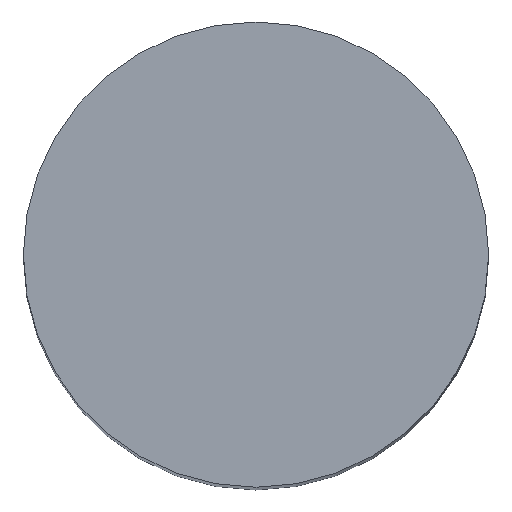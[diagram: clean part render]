
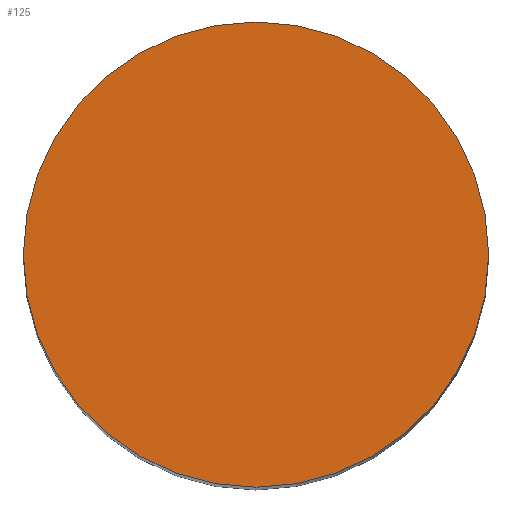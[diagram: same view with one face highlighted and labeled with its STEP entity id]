
A CAD part, top view. The second image highlights one B-rep face of the part: STEP entity #125.
In plain terms, the highlighted planar face has unit normal (0, 0, 1).
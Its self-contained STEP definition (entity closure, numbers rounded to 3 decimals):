
#5 = CARTESIAN_POINT ( 'NONE',  ( 0., 0., 100. ) ) ;
#13 = CARTESIAN_POINT ( 'NONE',  ( 0., 0., 100. ) ) ;
#25 = CIRCLE ( 'NONE', #64, 14.824 ) ;
#27 = CARTESIAN_POINT ( 'NONE',  ( 0., 0., 100. ) ) ;
#44 = CARTESIAN_POINT ( 'NONE',  ( 14.824, 0., 100. ) ) ;
#60 = AXIS2_PLACEMENT_3D ( 'NONE', #5, #93, #151 ) ;
#61 = DIRECTION ( 'NONE',  ( 1., 0., 0. ) ) ;
#63 = ORIENTED_EDGE ( 'NONE', *, *, #102, .T. ) ;
#64 = AXIS2_PLACEMENT_3D ( 'NONE', #27, #123, #61 ) ;
#69 = DIRECTION ( 'NONE',  ( 1., 0., 0. ) ) ;
#70 = EDGE_CURVE ( 'NONE', #74, #153, #25, .T. ) ;
#72 = EDGE_LOOP ( 'NONE', ( #63, #118 ) ) ;
#74 = VERTEX_POINT ( 'NONE', #44 ) ;
#75 = PLANE ( 'NONE',  #60 ) ;
#93 = DIRECTION ( 'NONE',  ( 0., 0., 1. ) ) ;
#102 = EDGE_CURVE ( 'NONE', #153, #74, #104, .T. ) ;
#104 = CIRCLE ( 'NONE', #136, 14.824 ) ;
#118 = ORIENTED_EDGE ( 'NONE', *, *, #70, .T. ) ;
#123 = DIRECTION ( 'NONE',  ( 0., 0., 1. ) ) ;
#125 = ADVANCED_FACE ( 'NONE', ( #148 ), #75, .T. ) ;
#135 = CARTESIAN_POINT ( 'NONE',  ( -14.824, 0., 100. ) ) ;
#136 = AXIS2_PLACEMENT_3D ( 'NONE', #13, #142, #69 ) ;
#142 = DIRECTION ( 'NONE',  ( 0., 0., 1. ) ) ;
#148 = FACE_OUTER_BOUND ( 'NONE', #72, .T. ) ;
#151 = DIRECTION ( 'NONE',  ( 1., 0., 0. ) ) ;
#153 = VERTEX_POINT ( 'NONE', #135 ) ;
